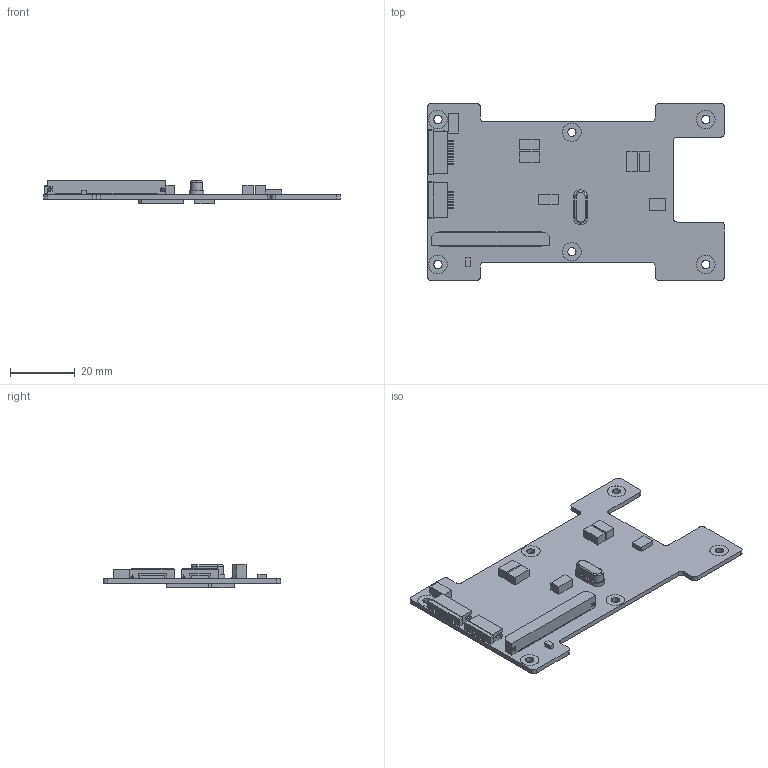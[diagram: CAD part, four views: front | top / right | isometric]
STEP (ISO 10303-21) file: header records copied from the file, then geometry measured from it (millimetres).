
FILE_DESCRIPTION (( 'STEP AP214' ), '1' );
FILE_NAME ('CSK_PPM-D_module.STEP', '2010-02-06T01:20:57', ( ' ' ), ( ' ' ), 'SwSTEP 2.0', 'SolidWorks 2009', '' );
FILE_SCHEMA (( 'AUTOMOTIVE_DESIGN' ));
Length unit declared in the file: millimetre
Products named in the file (1): CSK_PPM-D_module
Bounding box: 91.44 x 54.61 x 7.09 mm (x, y, z)
Volume: 7847.7 mm3; surface area: 9833.9 mm2
Topology: 1 solids, 3 shells, 498 faces, 1353 edges, 898 vertices
Faces by surface type: plane 350, cylinder 130, bspline 15, torus 3
Entity records: 22326 total; most frequent: CARTESIAN_POINT 4559, ORIENTED_EDGE 2706, DIRECTION 2556, EDGE_CURVE 1353, VECTOR 1058, LINE 1058, VERTEX_POINT 898, AXIS2_PLACEMENT_3D 749
